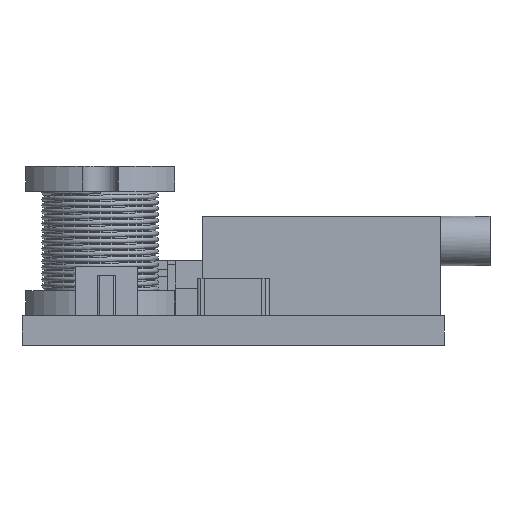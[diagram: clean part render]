
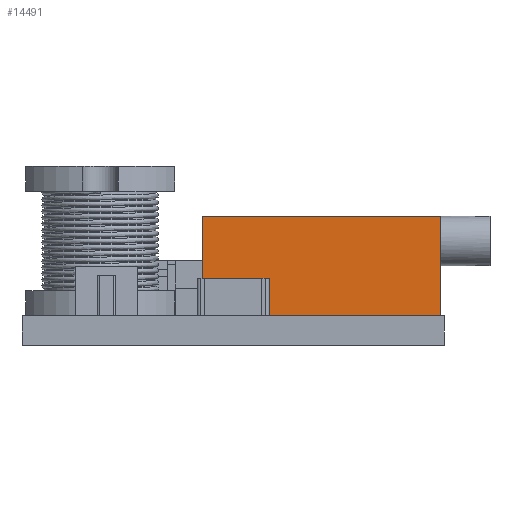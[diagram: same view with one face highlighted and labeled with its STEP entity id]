
A CAD part, front view. The second image highlights one B-rep face of the part: STEP entity #14491.
In plain terms, the highlighted planar face has unit normal (0, -1, 0).
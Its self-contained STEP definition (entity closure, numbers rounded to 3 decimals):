
#1067=FACE_OUTER_BOUND('',#1855,.T.);
#1855=EDGE_LOOP('',(#10605,#10606,#10607,#10608));
#2911=LINE('',#27967,#4435);
#2933=LINE('',#29356,#4457);
#2934=LINE('',#29357,#4458);
#2935=LINE('',#29358,#4459);
#4435=VECTOR('',#17267,9.6);
#4457=VECTOR('',#17301,9.6);
#4458=VECTOR('',#17302,4.);
#4459=VECTOR('',#17303,4.);
#6038=VERTEX_POINT('',#27964);
#6039=VERTEX_POINT('',#27966);
#6093=VERTEX_POINT('',#29354);
#6094=VERTEX_POINT('',#29355);
#7658=EDGE_CURVE('',#6038,#6039,#2911,.T.);
#7714=EDGE_CURVE('',#6093,#6094,#2933,.T.);
#7715=EDGE_CURVE('',#6039,#6094,#2934,.T.);
#7716=EDGE_CURVE('',#6038,#6093,#2935,.T.);
#10605=ORIENTED_EDGE('',*,*,#7714,.T.);
#10606=ORIENTED_EDGE('',*,*,#7715,.F.);
#10607=ORIENTED_EDGE('',*,*,#7658,.F.);
#10608=ORIENTED_EDGE('',*,*,#7716,.T.);
#13148=PLANE('',#15352);
#14491=ADVANCED_FACE('',(#1067),#13148,.F.);
#15352=AXIS2_PLACEMENT_3D('',#29353,#17299,#17300);
#17267=DIRECTION('',(1.,0.,0.));
#17299=DIRECTION('center_axis',(0.,1.,0.));
#17300=DIRECTION('ref_axis',(0.,0.,1.));
#17301=DIRECTION('',(1.,0.,0.));
#17302=DIRECTION('',(0.,0.,-1.));
#17303=DIRECTION('',(0.,0.,-1.));
#27964=CARTESIAN_POINT('',(0.613,-8.487,34.605));
#27966=CARTESIAN_POINT('',(10.213,-8.487,34.605));
#27967=CARTESIAN_POINT('',(0.613,-8.487,34.605));
#29353=CARTESIAN_POINT('Origin',(10.213,-8.487,34.605));
#29354=CARTESIAN_POINT('',(0.613,-8.487,30.605));
#29355=CARTESIAN_POINT('',(10.213,-8.487,30.605));
#29356=CARTESIAN_POINT('',(0.613,-8.487,30.605));
#29357=CARTESIAN_POINT('',(10.213,-8.487,34.605));
#29358=CARTESIAN_POINT('',(0.613,-8.487,34.605));
